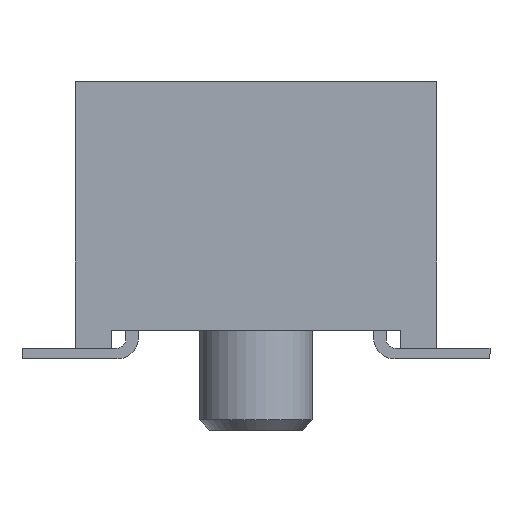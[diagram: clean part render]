
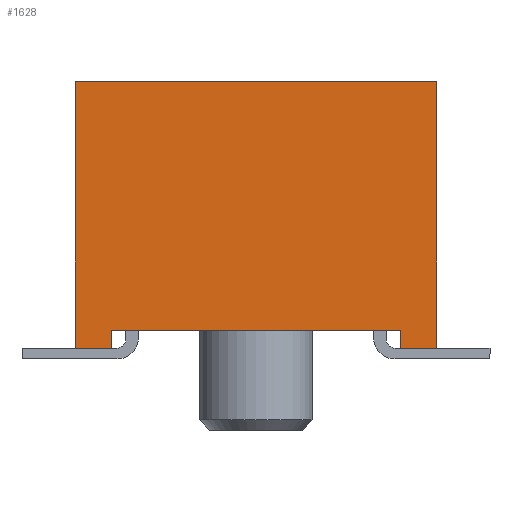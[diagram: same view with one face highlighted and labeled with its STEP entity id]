
A CAD part, front view. The second image highlights one B-rep face of the part: STEP entity #1628.
In plain terms, the highlighted face is planar.
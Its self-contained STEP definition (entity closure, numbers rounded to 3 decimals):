
#1628=ADVANCED_FACE('',(#4353),#4354,.F.);
#4353=FACE_OUTER_BOUND('',#8225,.T.);
#4354=PLANE('',#8226);
#8225=EDGE_LOOP('',(#13162,#13163,#13164,#13165,#13166,#13167,#13168,#13169));
#8226=AXIS2_PLACEMENT_3D('',#13170,#13171,#13172);
#13162=ORIENTED_EDGE('',*,*,#23342,.F.);
#13163=ORIENTED_EDGE('',*,*,#23155,.F.);
#13164=ORIENTED_EDGE('',*,*,#23339,.F.);
#13165=ORIENTED_EDGE('',*,*,#23824,.T.);
#13166=ORIENTED_EDGE('',*,*,#23166,.F.);
#13167=ORIENTED_EDGE('',*,*,#23248,.F.);
#13168=ORIENTED_EDGE('',*,*,#23159,.T.);
#13169=ORIENTED_EDGE('',*,*,#23345,.T.);
#13170=CARTESIAN_POINT('',(25.4,3.505,2.54));
#13171=DIRECTION('',(-1.0,0.0,0.0));
#13172=DIRECTION('',(0.0,0.0,1.0));
#23155=EDGE_CURVE('',#27846,#27848,#27849,.T.);
#23159=EDGE_CURVE('',#27855,#27853,#27856,.T.);
#23166=EDGE_CURVE('',#27866,#27861,#27868,.T.);
#23248=EDGE_CURVE('',#27855,#27866,#28030,.T.);
#23339=EDGE_CURVE('',#28204,#27846,#28206,.T.);
#23342=EDGE_CURVE('',#27848,#28210,#28211,.T.);
#23345=EDGE_CURVE('',#27853,#28210,#28214,.T.);
#23824=EDGE_CURVE('',#28204,#27861,#28851,.T.);
#27846=VERTEX_POINT('',#34637);
#27848=VERTEX_POINT('',#34640);
#27849=LINE('',#34641,#34642);
#27853=VERTEX_POINT('',#34647);
#27855=VERTEX_POINT('',#34650);
#27856=LINE('',#34651,#34652);
#27861=VERTEX_POINT('',#34659);
#27866=VERTEX_POINT('',#34666);
#27868=LINE('',#34669,#34670);
#28030=LINE('',#34912,#34913);
#28204=VERTEX_POINT('',#35172);
#28206=LINE('',#35175,#35176);
#28210=VERTEX_POINT('',#35181);
#28211=LINE('',#35182,#35183);
#28214=LINE('',#35187,#35188);
#28851=LINE('',#36143,#36144);
#34637=CARTESIAN_POINT('',(25.4,0.254,-2.032));
#34640=CARTESIAN_POINT('',(25.4,0.254,2.032));
#34641=CARTESIAN_POINT('',(25.4,0.254,-2.032));
#34642=VECTOR('',#44090,1.0);
#34647=CARTESIAN_POINT('',(25.4,0.0,2.54));
#34650=CARTESIAN_POINT('',(25.4,3.745,2.54));
#34651=CARTESIAN_POINT('',(25.4,3.505,2.54));
#34652=VECTOR('',#44093,1.0);
#34659=CARTESIAN_POINT('',(25.4,0.0,-2.54));
#34666=CARTESIAN_POINT('',(25.4,3.745,-2.54));
#34669=CARTESIAN_POINT('',(25.4,3.505,-2.54));
#34670=VECTOR('',#44099,1.0);
#34912=CARTESIAN_POINT('',(25.4,3.745,2.54));
#34913=VECTOR('',#44180,1.0);
#35172=CARTESIAN_POINT('',(25.4,0.0,-2.032));
#35175=CARTESIAN_POINT('',(25.4,0.0,-2.032));
#35176=VECTOR('',#44270,1.0);
#35181=CARTESIAN_POINT('',(25.4,0.0,2.032));
#35182=CARTESIAN_POINT('',(25.4,0.254,2.032));
#35183=VECTOR('',#44272,1.0);
#35187=CARTESIAN_POINT('',(25.4,0.0,2.54));
#35188=VECTOR('',#44274,1.0);
#36143=CARTESIAN_POINT('',(25.4,0.0,2.54));
#36144=VECTOR('',#44593,1.0);
#44090=DIRECTION('',(0.0,0.0,1.0));
#44093=DIRECTION('',(0.0,-1.0,0.0));
#44099=DIRECTION('',(0.0,-1.0,0.0));
#44180=DIRECTION('',(0.0,0.0,-1.0));
#44270=DIRECTION('',(0.0,1.0,0.0));
#44272=DIRECTION('',(0.0,-1.0,0.0));
#44274=DIRECTION('',(0.0,0.0,-1.0));
#44593=DIRECTION('',(0.0,0.0,-1.0));
